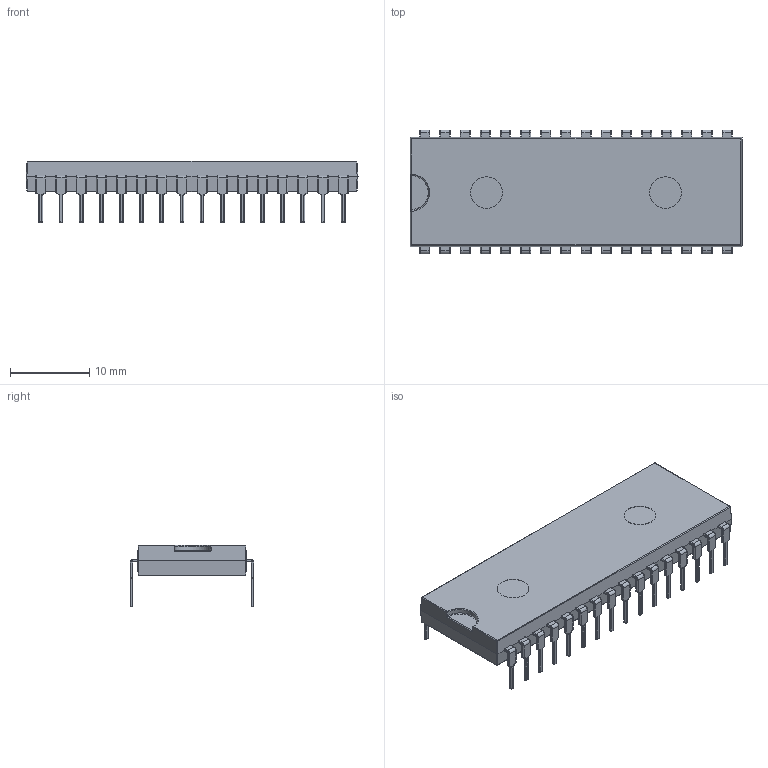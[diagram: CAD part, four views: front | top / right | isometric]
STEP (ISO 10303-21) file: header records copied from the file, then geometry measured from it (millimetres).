
FILE_DESCRIPTION(/* description */ (''),/* implementation_level */ '2;1');
FILE_NAME(/* name */ 'DIP-32 W15.42mm Package.STEP',/* time_stamp */ '2019-09-16T15:00:05+02:00',/* author */ ('PCB-Tech'),/* organization */ (''),/* preprocessor_version */ 'ST-DEVELOPER v17',/* originating_system */ 'Autodesk Inventor 2019',/* authorisation */ '');
FILE_SCHEMA (('AUTOMOTIVE_DESIGN { 1 0 10303 214 3 1 1 }'));
Length unit declared in the file: millimetre
Products named in the file (3): DIP-32 W15.42mm Package; DIP-32 W15.24; IC Beinchen
Assembly tree (33 placements, depth 2):
  DIP-32 W15.42mm Package
    IC Beinchen  x32
    DIP-32 W15.24
Bounding box: 41.84 x 15.59 x 7.75 mm (x, y, z)
Volume: 2243.2 mm3; surface area: 2212.3 mm2
Topology: 33 solids, 33 shells, 2072 faces, 4684 edges, 2680 vertices
Faces by surface type: cylinder 983, plane 559, sphere 266, torus 258, bspline 6
Full cylindrical faces by diameter (mm): 4 x4
Entity records: 13346 total; most frequent: CARTESIAN_POINT 2670, DIRECTION 2304, ORIENTED_EDGE 2172, EDGE_CURVE 1086, AXIS2_PLACEMENT_3D 798, LINE 708, VECTOR 708, VERTEX_POINT 696
